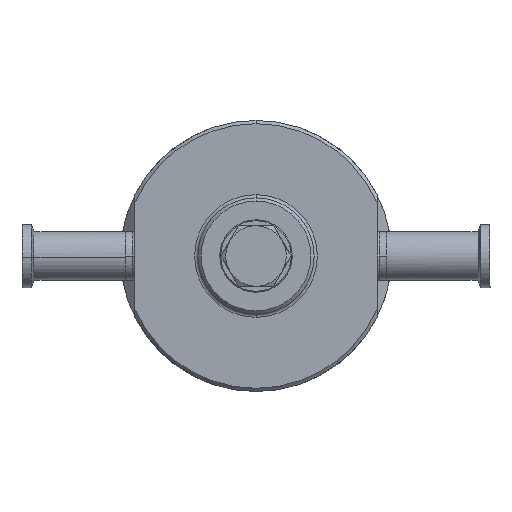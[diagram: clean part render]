
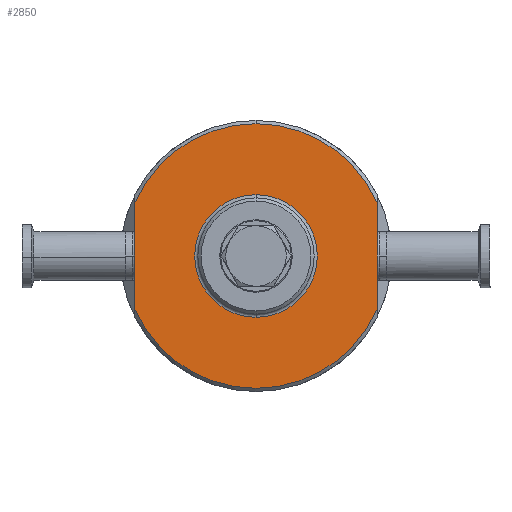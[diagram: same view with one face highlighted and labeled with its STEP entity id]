
A CAD part, front view. The second image highlights one B-rep face of the part: STEP entity #2850.
In plain terms, the highlighted planar face has unit normal (0, -1, 0).
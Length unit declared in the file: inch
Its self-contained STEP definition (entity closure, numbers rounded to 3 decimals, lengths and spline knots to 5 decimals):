
#28 = FACE_OUTER_BOUND ( 'NONE', #1918, .T. ) ;
#33 = CARTESIAN_POINT ( 'NONE',  ( 0., 0.375, 0. ) ) ;
#65 = EDGE_LOOP ( 'NONE', ( #4040, #1774 ) ) ;
#156 = ORIENTED_EDGE ( 'NONE', *, *, #6301, .T. ) ;
#193 = ORIENTED_EDGE ( 'NONE', *, *, #6261, .T. ) ;
#214 = LINE ( 'NONE', #5761, #1119 ) ;
#452 = CIRCLE ( 'NONE', #6470, 2.05 ) ;
#465 = DIRECTION ( 'NONE',  ( 0., 0., -1. ) ) ;
#493 = VERTEX_POINT ( 'NONE', #3386 ) ;
#890 = CIRCLE ( 'NONE', #3179, 0.95 ) ;
#1088 = CARTESIAN_POINT ( 'NONE',  ( 0., 0.375, 0. ) ) ;
#1119 = VECTOR ( 'NONE', #465, 39.37008 ) ;
#1259 = CARTESIAN_POINT ( 'NONE',  ( 0., 0.375, 0. ) ) ;
#1448 = CIRCLE ( 'NONE', #3981, 2.05 ) ;
#1525 = DIRECTION ( 'NONE',  ( 0., 1., 0. ) ) ;
#1774 = ORIENTED_EDGE ( 'NONE', *, *, #5062, .T. ) ;
#1828 = PLANE ( 'NONE',  #2105 ) ;
#1841 = CIRCLE ( 'NONE', #5851, 2.05 ) ;
#1918 = EDGE_LOOP ( 'NONE', ( #4198, #156, #193, #6379, #5034 ) ) ;
#1936 = EDGE_CURVE ( 'NONE', #5433, #5695, #3599, .T. ) ;
#2030 = CARTESIAN_POINT ( 'NONE',  ( 0., 0.375, 0. ) ) ;
#2105 = AXIS2_PLACEMENT_3D ( 'NONE', #3472, #2369, #5028 ) ;
#2202 = DIRECTION ( 'NONE',  ( 0., 0., 1. ) ) ;
#2223 = VERTEX_POINT ( 'NONE', #4816 ) ;
#2291 = CARTESIAN_POINT ( 'NONE',  ( -1.875, 0.375, -2.1 ) ) ;
#2369 = DIRECTION ( 'NONE',  ( 0., 1., 0. ) ) ;
#2407 = DIRECTION ( 'NONE',  ( 0., -1., 0. ) ) ;
#2432 = DIRECTION ( 'NONE',  ( 0., 0., 1. ) ) ;
#2674 = DIRECTION ( 'NONE',  ( 0., -1., 0. ) ) ;
#2728 = EDGE_CURVE ( 'NONE', #2223, #493, #3907, .T. ) ;
#2850 = ADVANCED_FACE ( 'NONE', ( #4317, #28 ), #1828, .F. ) ;
#3071 = CARTESIAN_POINT ( 'NONE',  ( 0., 0.375, 0.95 ) ) ;
#3179 = AXIS2_PLACEMENT_3D ( 'NONE', #33, #5361, #2202 ) ;
#3344 = CARTESIAN_POINT ( 'NONE',  ( 0., 0.375, 2.05 ) ) ;
#3386 = CARTESIAN_POINT ( 'NONE',  ( -1.875, 0.375, 0.82878 ) ) ;
#3391 = VERTEX_POINT ( 'NONE', #5639 ) ;
#3450 = VERTEX_POINT ( 'NONE', #3986 ) ;
#3472 = CARTESIAN_POINT ( 'NONE',  ( -2.1, 0.375, 0. ) ) ;
#3599 = CIRCLE ( 'NONE', #5705, 0.95 ) ;
#3722 = DIRECTION ( 'NONE',  ( 0., 0., 1. ) ) ;
#3907 = LINE ( 'NONE', #2291, #4245 ) ;
#3970 = CARTESIAN_POINT ( 'NONE',  ( 0., 0.375, 0. ) ) ;
#3981 = AXIS2_PLACEMENT_3D ( 'NONE', #3970, #2407, #2432 ) ;
#3986 = CARTESIAN_POINT ( 'NONE',  ( 1.875, 0.375, -0.82878 ) ) ;
#4040 = ORIENTED_EDGE ( 'NONE', *, *, #1936, .T. ) ;
#4198 = ORIENTED_EDGE ( 'NONE', *, *, #4918, .F. ) ;
#4245 = VECTOR ( 'NONE', #6502, 39.37008 ) ;
#4317 = FACE_BOUND ( 'NONE', #65, .T. ) ;
#4816 = CARTESIAN_POINT ( 'NONE',  ( -1.875, 0.375, -0.82878 ) ) ;
#4918 = EDGE_CURVE ( 'NONE', #3391, #3450, #214, .T. ) ;
#4978 = DIRECTION ( 'NONE',  ( 0., -1., 0. ) ) ;
#5028 = DIRECTION ( 'NONE',  ( 0., 0., 1. ) ) ;
#5034 = ORIENTED_EDGE ( 'NONE', *, *, #5285, .T. ) ;
#5062 = EDGE_CURVE ( 'NONE', #5695, #5433, #890, .T. ) ;
#5245 = DIRECTION ( 'NONE',  ( 0., 0., 1. ) ) ;
#5285 = EDGE_CURVE ( 'NONE', #2223, #3450, #1448, .T. ) ;
#5361 = DIRECTION ( 'NONE',  ( 0., 1., 0. ) ) ;
#5433 = VERTEX_POINT ( 'NONE', #3071 ) ;
#5485 = DIRECTION ( 'NONE',  ( 0., 0., 1. ) ) ;
#5639 = CARTESIAN_POINT ( 'NONE',  ( 1.875, 0.375, 0.82878 ) ) ;
#5695 = VERTEX_POINT ( 'NONE', #6152 ) ;
#5705 = AXIS2_PLACEMENT_3D ( 'NONE', #2030, #1525, #5245 ) ;
#5761 = CARTESIAN_POINT ( 'NONE',  ( 1.875, 0.375, -2.1 ) ) ;
#5851 = AXIS2_PLACEMENT_3D ( 'NONE', #1088, #2674, #5485 ) ;
#6152 = CARTESIAN_POINT ( 'NONE',  ( 0., 0.375, -0.95 ) ) ;
#6261 = EDGE_CURVE ( 'NONE', #6272, #493, #1841, .T. ) ;
#6272 = VERTEX_POINT ( 'NONE', #3344 ) ;
#6301 = EDGE_CURVE ( 'NONE', #3391, #6272, #452, .T. ) ;
#6379 = ORIENTED_EDGE ( 'NONE', *, *, #2728, .F. ) ;
#6470 = AXIS2_PLACEMENT_3D ( 'NONE', #1259, #4978, #3722 ) ;
#6502 = DIRECTION ( 'NONE',  ( 0., 0., 1. ) ) ;
